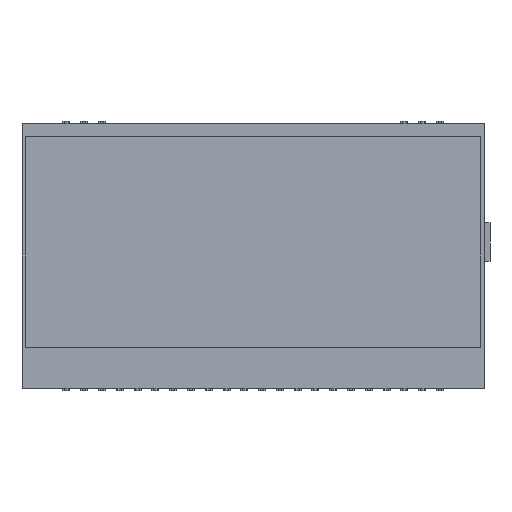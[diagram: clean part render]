
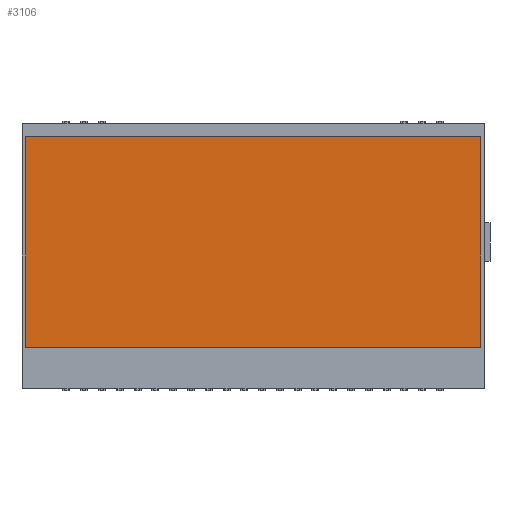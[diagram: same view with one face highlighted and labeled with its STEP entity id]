
A CAD part, front view. The second image highlights one B-rep face of the part: STEP entity #3106.
In plain terms, the highlighted planar face has unit normal (0, -1, 0).
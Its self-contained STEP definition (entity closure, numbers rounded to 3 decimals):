
#2=VECTOR ( 'NONE', #26, 1000. );
#26=DIRECTION ( 'NONE',  ( -1., 0., 0. ) );
#65=DIRECTION ( 'NONE',  ( 0., -1., 0. ) );
#127=DIRECTION ( 'NONE',  ( 1., 0., 0. ) );
#187=VECTOR ( 'NONE', #290, 1000. );
#214=VECTOR ( 'NONE', #281, 1000. );
#223=VECTOR ( 'NONE', #127, 1000. );
#259=DIRECTION ( 'NONE',  ( 0., 0., -1. ) );
#281=DIRECTION ( 'NONE',  ( 0., 0., -1. ) );
#290=DIRECTION ( 'NONE',  ( 0., 0., 1. ) );
#419=ORIENTED_EDGE ( 'NONE', *, *, #3849, .T. );
#479=PLANE ( 'NONE',  #5327 );
#571=CARTESIAN_POINT ( 'NONE',  ( -32.5, 0., -13. ) );
#1161=LINE ( 'NONE', #4058, #187 );
#1717=VERTEX_POINT ( 'NONE', #3788 );
#1763=LINE ( 'NONE', #3788, #2 );
#2142=ORIENTED_EDGE ( 'NONE', *, *, #3347, .T. );
#2518=EDGE_CURVE ( 'NONE', #1717, #4496, #2634, .T. );
#2634=LINE ( 'NONE', #571, #214 );
#3106=ADVANCED_FACE ( 'NONE', ( #4231 ), #479, .T. );
#3347=EDGE_CURVE ( 'NONE', #7209, #1717, #1763, .T. );
#3741=EDGE_LOOP ( 'NONE', ( #5536, #419, #2142, #5172 ) );
#3788=CARTESIAN_POINT ( 'NONE',  ( -32.5, 0., 17. ) );
#3849=EDGE_CURVE ( 'NONE', #6137, #7209, #1161, .T. );
#4058=CARTESIAN_POINT ( 'NONE',  ( 32.5, 0., -13. ) );
#4231=FACE_OUTER_BOUND ( 'NONE', #3741, .T. );
#4496=VERTEX_POINT ( 'NONE', #571 );
#5172=ORIENTED_EDGE ( 'NONE', *, *, #2518, .T. );
#5327=AXIS2_PLACEMENT_3D ( 'NONE', #6767, #65, #259 );
#5536=ORIENTED_EDGE ( 'NONE', *, *, #5697, .T. );
#5697=EDGE_CURVE ( 'NONE', #4496, #6137, #6396, .T. );
#6137=VERTEX_POINT ( 'NONE', #4058 );
#6396=LINE ( 'NONE', #571, #223 );
#6767=CARTESIAN_POINT ( 'NONE',  ( 0., 0., 0. ) );
#7209=VERTEX_POINT ( 'NONE', #7331 );
#7331=CARTESIAN_POINT ( 'NONE',  ( 32.5, 0., 17. ) );
